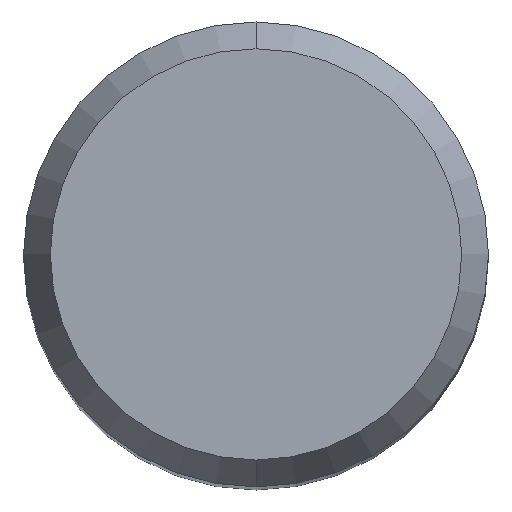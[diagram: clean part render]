
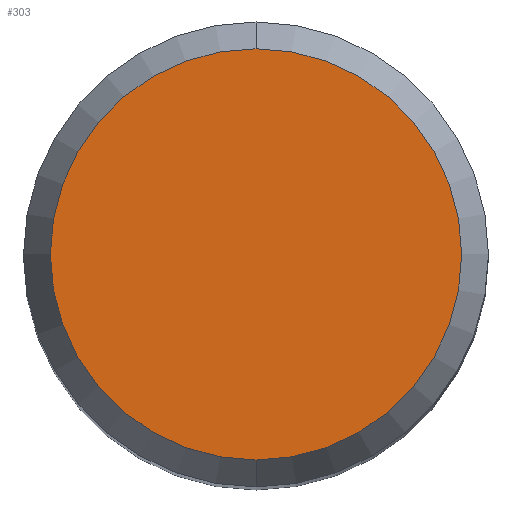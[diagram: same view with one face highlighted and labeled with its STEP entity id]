
A CAD part, top view. The second image highlights one B-rep face of the part: STEP entity #303.
In plain terms, the highlighted planar face has unit normal (0, 0, 1).
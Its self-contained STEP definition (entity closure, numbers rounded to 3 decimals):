
#171=VERTEX_POINT('',#462);
#207=EDGE_CURVE('',#171,#371,#502,.T.);
#303=ADVANCED_FACE('',(#608),#609,.T.);
#371=VERTEX_POINT('',#684);
#427=EDGE_CURVE('',#371,#171,#746,.T.);
#462=CARTESIAN_POINT('',(0.0,4.423,0.0));
#502=CIRCLE('',#867,4.423);
#608=FACE_OUTER_BOUND('',#1115,.T.);
#609=PLANE('',#1116);
#684=CARTESIAN_POINT('',(0.,-4.423,0.0));
#746=CIRCLE('',#1366,4.423);
#867=AXIS2_PLACEMENT_3D('',#1473,#1474,#1475);
#1115=EDGE_LOOP('',(#1587,#1588));
#1116=AXIS2_PLACEMENT_3D('',#1589,#1590,#1591);
#1366=AXIS2_PLACEMENT_3D('',#1738,#1739,#1740);
#1473=CARTESIAN_POINT('',(0.0,0.0,0.0));
#1474=DIRECTION('',(0.0,0.0,-1.0));
#1475=DIRECTION('',(0.0,1.0,0.0));
#1587=ORIENTED_EDGE('',*,*,#207,.F.);
#1588=ORIENTED_EDGE('',*,*,#427,.F.);
#1589=CARTESIAN_POINT('',(0.0,2.211,0.0));
#1590=DIRECTION('',(-0.0,0.0,1.0));
#1591=DIRECTION('',(0.0,-1.0,0.0));
#1738=CARTESIAN_POINT('',(0.0,0.0,0.0));
#1739=DIRECTION('',(0.0,0.0,-1.0));
#1740=DIRECTION('',(0.0,1.0,0.0));
